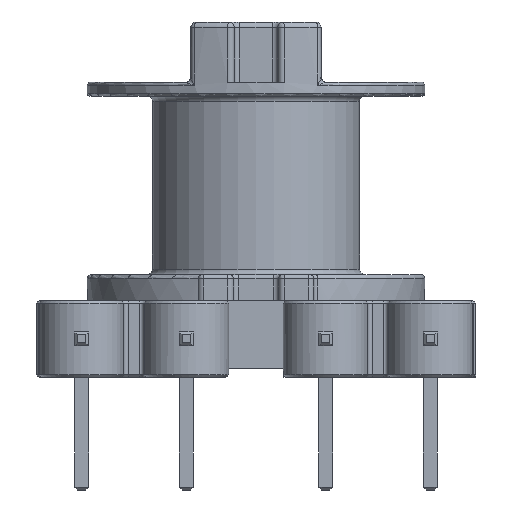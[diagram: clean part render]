
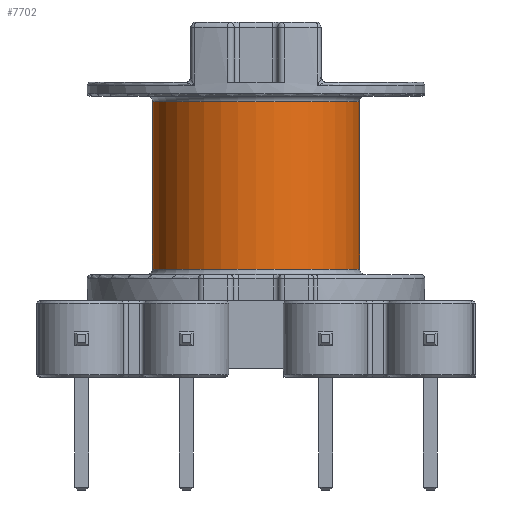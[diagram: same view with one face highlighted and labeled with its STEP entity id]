
A CAD part, left-side view. The second image highlights one B-rep face of the part: STEP entity #7702.
In plain terms, the highlighted cylindrical face has radius 3.775 mm (diameter 7.55 mm), a full revolution.
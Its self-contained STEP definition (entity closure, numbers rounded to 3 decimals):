
#152=FACE_BOUND('',#2632,.T.);
#1940=CYLINDRICAL_SURFACE('',#8334,3.775);
#2119=FACE_OUTER_BOUND('',#2631,.T.);
#2631=EDGE_LOOP('',(#5694));
#2632=EDGE_LOOP('',(#5695));
#3177=CIRCLE('',#8333,3.775);
#3178=CIRCLE('',#8335,3.775);
#3587=VERTEX_POINT('',#12366);
#3588=VERTEX_POINT('',#12369);
#4357=EDGE_CURVE('',#3587,#3587,#3177,.T.);
#4358=EDGE_CURVE('',#3588,#3588,#3178,.T.);
#5694=ORIENTED_EDGE('',*,*,#4358,.F.);
#5695=ORIENTED_EDGE('',*,*,#4357,.F.);
#7702=ADVANCED_FACE('',(#2119,#152),#1940,.T.);
#8333=AXIS2_PLACEMENT_3D('',#12367,#9449,#9450);
#8334=AXIS2_PLACEMENT_3D('',#12368,#9451,#9452);
#8335=AXIS2_PLACEMENT_3D('',#12370,#9453,#9454);
#9449=DIRECTION('center_axis',(0.,0.,1.));
#9450=DIRECTION('ref_axis',(1.,0.,0.));
#9451=DIRECTION('center_axis',(0.,0.,1.));
#9452=DIRECTION('ref_axis',(-1.,0.,0.));
#9453=DIRECTION('center_axis',(0.,0.,-1.));
#9454=DIRECTION('ref_axis',(1.,0.,0.));
#12366=CARTESIAN_POINT('',(-3.775,0.,10.05));
#12367=CARTESIAN_POINT('Origin',(0.,0.,10.05));
#12368=CARTESIAN_POINT('Origin',(0.,0.,7.));
#12369=CARTESIAN_POINT('',(-3.775,0.,3.95));
#12370=CARTESIAN_POINT('Origin',(0.,0.,3.95));
